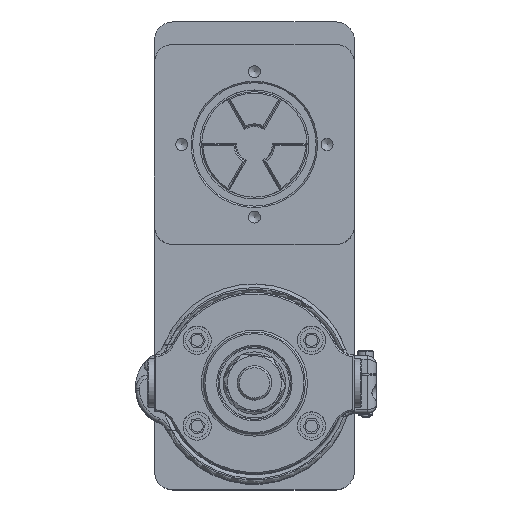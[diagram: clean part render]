
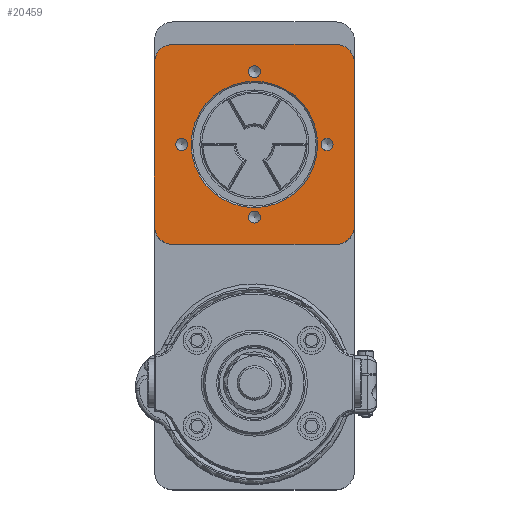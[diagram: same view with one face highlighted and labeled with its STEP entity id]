
A CAD part, top view. The second image highlights one B-rep face of the part: STEP entity #20459.
In plain terms, the highlighted planar face has unit normal (0, 0, 1).
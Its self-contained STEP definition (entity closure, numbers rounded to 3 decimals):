
#254 = CIRCLE ( 'NONE', #15009, 2.1 ) ;
#380 = CARTESIAN_POINT ( 'NONE',  ( 2.1, -25.4, 44.399 ) ) ;
#445 = DIRECTION ( 'NONE',  ( 0., 0., 1. ) ) ;
#466 = VERTEX_POINT ( 'NONE', #24062 ) ;
#877 = AXIS2_PLACEMENT_3D ( 'NONE', #10126, #15646, #19413 ) ;
#920 = CARTESIAN_POINT ( 'NONE',  ( 34.925, -34.925, 44.399 ) ) ;
#1017 = CARTESIAN_POINT ( 'NONE',  ( 34.925, -28.575, 44.399 ) ) ;
#1431 = CIRCLE ( 'NONE', #23811, 2.1 ) ;
#1552 = CARTESIAN_POINT ( 'NONE',  ( 25.4, 0., 44.399 ) ) ;
#1760 = VERTEX_POINT ( 'NONE', #1017 ) ;
#2609 = LINE ( 'NONE', #10217, #8267 ) ;
#2837 = CIRCLE ( 'NONE', #12018, 2.1 ) ;
#2988 = DIRECTION ( 'NONE',  ( 1., 0., 0. ) ) ;
#3135 = VERTEX_POINT ( 'NONE', #12257 ) ;
#3324 = DIRECTION ( 'NONE',  ( 1., 0., 0. ) ) ;
#3780 = CARTESIAN_POINT ( 'NONE',  ( -23.3, 0., 44.399 ) ) ;
#3940 = CARTESIAN_POINT ( 'NONE',  ( 0., 25.4, 44.399 ) ) ;
#4893 = EDGE_LOOP ( 'NONE', ( #16423 ) ) ;
#4965 = LINE ( 'NONE', #5337, #15985 ) ;
#5337 = CARTESIAN_POINT ( 'NONE',  ( -34.925, -34.925, 44.399 ) ) ;
#5604 = CARTESIAN_POINT ( 'NONE',  ( -28.575, 34.925, 44.399 ) ) ;
#5850 = CARTESIAN_POINT ( 'NONE',  ( 28.575, 34.925, 44.399 ) ) ;
#6183 = LINE ( 'NONE', #13805, #16570 ) ;
#6244 = CARTESIAN_POINT ( 'NONE',  ( 0., 0., 44.399 ) ) ;
#6349 = AXIS2_PLACEMENT_3D ( 'NONE', #10151, #12166, #21679 ) ;
#7038 = CARTESIAN_POINT ( 'NONE',  ( -34.925, -28.575, 44.399 ) ) ;
#7254 = VERTEX_POINT ( 'NONE', #5604 ) ;
#7407 = EDGE_CURVE ( 'NONE', #3135, #3135, #2837, .T. ) ;
#7657 = VERTEX_POINT ( 'NONE', #5850 ) ;
#7675 = CIRCLE ( 'NONE', #14470, 6.35 ) ;
#8047 = ORIENTED_EDGE ( 'NONE', *, *, #17865, .T. ) ;
#8267 = VECTOR ( 'NONE', #17864, 1000. ) ;
#8278 = AXIS2_PLACEMENT_3D ( 'NONE', #14298, #445, #11929 ) ;
#8377 = FACE_OUTER_BOUND ( 'NONE', #20872, .T. ) ;
#8462 = VERTEX_POINT ( 'NONE', #10128 ) ;
#8513 = EDGE_CURVE ( 'NONE', #13420, #7657, #7675, .T. ) ;
#9420 = DIRECTION ( 'NONE',  ( 1., 0., 0. ) ) ;
#9552 = ORIENTED_EDGE ( 'NONE', *, *, #19739, .F. ) ;
#9610 = DIRECTION ( 'NONE',  ( 0., 0., 1. ) ) ;
#9743 = DIRECTION ( 'NONE',  ( 0., 0., -1. ) ) ;
#9744 = VERTEX_POINT ( 'NONE', #3780 ) ;
#10126 = CARTESIAN_POINT ( 'NONE',  ( 28.575, -28.575, 44.399 ) ) ;
#10128 = CARTESIAN_POINT ( 'NONE',  ( 28.575, -34.925, 44.399 ) ) ;
#10129 = EDGE_CURVE ( 'NONE', #9744, #9744, #1431, .T. ) ;
#10151 = CARTESIAN_POINT ( 'NONE',  ( 0., 0., 44.399 ) ) ;
#10217 = CARTESIAN_POINT ( 'NONE',  ( -34.925, 34.925, 44.399 ) ) ;
#10608 = CARTESIAN_POINT ( 'NONE',  ( -28.575, -34.925, 44.399 ) ) ;
#10657 = EDGE_CURVE ( 'NONE', #15773, #16046, #21058, .T. ) ;
#11486 = VECTOR ( 'NONE', #20063, 1000. ) ;
#11757 = FACE_BOUND ( 'NONE', #20303, .T. ) ;
#11929 = DIRECTION ( 'NONE',  ( -1., 0., 0. ) ) ;
#12018 = AXIS2_PLACEMENT_3D ( 'NONE', #3940, #14926, #9420 ) ;
#12137 = DIRECTION ( 'NONE',  ( -1., 0., 0. ) ) ;
#12166 = DIRECTION ( 'NONE',  ( 0., 0., -1. ) ) ;
#12193 = ORIENTED_EDGE ( 'NONE', *, *, #22226, .T. ) ;
#12257 = CARTESIAN_POINT ( 'NONE',  ( 2.1, 25.4, 44.399 ) ) ;
#12480 = EDGE_LOOP ( 'NONE', ( #9552 ) ) ;
#12576 = CIRCLE ( 'NONE', #21360, 2.1 ) ;
#12773 = EDGE_CURVE ( 'NONE', #16046, #8462, #4965, .T. ) ;
#12887 = CARTESIAN_POINT ( 'NONE',  ( -25.4, 0., 44.399 ) ) ;
#13420 = VERTEX_POINT ( 'NONE', #17822 ) ;
#13805 = CARTESIAN_POINT ( 'NONE',  ( -34.925, -34.925, 44.399 ) ) ;
#14298 = CARTESIAN_POINT ( 'NONE',  ( -28.575, -28.575, 44.399 ) ) ;
#14467 = EDGE_CURVE ( 'NONE', #8462, #1760, #22454, .T. ) ;
#14470 = AXIS2_PLACEMENT_3D ( 'NONE', #22044, #20170, #23908 ) ;
#14826 = ORIENTED_EDGE ( 'NONE', *, *, #12773, .T. ) ;
#14926 = DIRECTION ( 'NONE',  ( 0., 0., 1. ) ) ;
#15009 = AXIS2_PLACEMENT_3D ( 'NONE', #1552, #16460, #3324 ) ;
#15086 = CARTESIAN_POINT ( 'NONE',  ( 27.5, 0., 44.399 ) ) ;
#15117 = DIRECTION ( 'NONE',  ( 1., 0., 0. ) ) ;
#15501 = FACE_BOUND ( 'NONE', #16647, .T. ) ;
#15646 = DIRECTION ( 'NONE',  ( 0., 0., 1. ) ) ;
#15757 = FACE_BOUND ( 'NONE', #24374, .T. ) ;
#15773 = VERTEX_POINT ( 'NONE', #7038 ) ;
#15866 = CARTESIAN_POINT ( 'NONE',  ( -28.575, 28.575, 44.399 ) ) ;
#15971 = EDGE_CURVE ( 'NONE', #7254, #466, #24515, .T. ) ;
#15985 = VECTOR ( 'NONE', #22478, 1000. ) ;
#15988 = CARTESIAN_POINT ( 'NONE',  ( 0., -25.4, 44.399 ) ) ;
#16046 = VERTEX_POINT ( 'NONE', #10608 ) ;
#16423 = ORIENTED_EDGE ( 'NONE', *, *, #16548, .F. ) ;
#16460 = DIRECTION ( 'NONE',  ( 0., 0., 1. ) ) ;
#16548 = EDGE_CURVE ( 'NONE', #19395, #19395, #12576, .T. ) ;
#16570 = VECTOR ( 'NONE', #19344, 1000. ) ;
#16647 = EDGE_LOOP ( 'NONE', ( #22209 ) ) ;
#16869 = VERTEX_POINT ( 'NONE', #15086 ) ;
#16984 = CARTESIAN_POINT ( 'NONE',  ( -22.098, 0., 44.399 ) ) ;
#17267 = DIRECTION ( 'NONE',  ( -1., 0., 0. ) ) ;
#17535 = CIRCLE ( 'NONE', #6349, 22.098 ) ;
#17641 = AXIS2_PLACEMENT_3D ( 'NONE', #6244, #9743, #12137 ) ;
#17822 = CARTESIAN_POINT ( 'NONE',  ( 34.925, 28.575, 44.399 ) ) ;
#17864 = DIRECTION ( 'NONE',  ( -1., 0., 0. ) ) ;
#17865 = EDGE_CURVE ( 'NONE', #466, #15773, #6183, .T. ) ;
#18179 = ORIENTED_EDGE ( 'NONE', *, *, #10657, .T. ) ;
#18335 = ORIENTED_EDGE ( 'NONE', *, *, #19996, .T. ) ;
#18425 = LINE ( 'NONE', #920, #11486 ) ;
#18738 = VERTEX_POINT ( 'NONE', #16984 ) ;
#18906 = DIRECTION ( 'NONE',  ( 0., 0., 1. ) ) ;
#19344 = DIRECTION ( 'NONE',  ( 0., -1., 0. ) ) ;
#19395 = VERTEX_POINT ( 'NONE', #380 ) ;
#19413 = DIRECTION ( 'NONE',  ( -1., 0., 0. ) ) ;
#19524 = FACE_BOUND ( 'NONE', #12480, .T. ) ;
#19726 = AXIS2_PLACEMENT_3D ( 'NONE', #15866, #9610, #17267 ) ;
#19739 = EDGE_CURVE ( 'NONE', #16869, #16869, #254, .T. ) ;
#19996 = EDGE_CURVE ( 'NONE', #18738, #18738, #17535, .T. ) ;
#20012 = DIRECTION ( 'NONE',  ( 0., 0., 1. ) ) ;
#20063 = DIRECTION ( 'NONE',  ( 0., 1., 0. ) ) ;
#20170 = DIRECTION ( 'NONE',  ( 0., 0., 1. ) ) ;
#20303 = EDGE_LOOP ( 'NONE', ( #20816 ) ) ;
#20336 = ORIENTED_EDGE ( 'NONE', *, *, #14467, .T. ) ;
#20427 = ORIENTED_EDGE ( 'NONE', *, *, #8513, .T. ) ;
#20459 = ADVANCED_FACE ( 'NONE', ( #11757, #19524, #15501, #23402, #15757, #8377 ), #23150, .F. ) ;
#20462 = ORIENTED_EDGE ( 'NONE', *, *, #22739, .T. ) ;
#20816 = ORIENTED_EDGE ( 'NONE', *, *, #10129, .F. ) ;
#20872 = EDGE_LOOP ( 'NONE', ( #8047, #18179, #14826, #20336, #20462, #20427, #12193, #21572 ) ) ;
#21058 = CIRCLE ( 'NONE', #8278, 6.35 ) ;
#21360 = AXIS2_PLACEMENT_3D ( 'NONE', #15988, #20012, #2988 ) ;
#21572 = ORIENTED_EDGE ( 'NONE', *, *, #15971, .T. ) ;
#21679 = DIRECTION ( 'NONE',  ( -1., 0., 0. ) ) ;
#22044 = CARTESIAN_POINT ( 'NONE',  ( 28.575, 28.575, 44.399 ) ) ;
#22209 = ORIENTED_EDGE ( 'NONE', *, *, #7407, .F. ) ;
#22226 = EDGE_CURVE ( 'NONE', #7657, #7254, #2609, .T. ) ;
#22454 = CIRCLE ( 'NONE', #877, 6.35 ) ;
#22478 = DIRECTION ( 'NONE',  ( 1., 0., 0. ) ) ;
#22739 = EDGE_CURVE ( 'NONE', #1760, #13420, #18425, .T. ) ;
#23150 = PLANE ( 'NONE',  #17641 ) ;
#23402 = FACE_BOUND ( 'NONE', #4893, .T. ) ;
#23811 = AXIS2_PLACEMENT_3D ( 'NONE', #12887, #18906, #15117 ) ;
#23908 = DIRECTION ( 'NONE',  ( -1., 0., 0. ) ) ;
#24062 = CARTESIAN_POINT ( 'NONE',  ( -34.925, 28.575, 44.399 ) ) ;
#24374 = EDGE_LOOP ( 'NONE', ( #18335 ) ) ;
#24515 = CIRCLE ( 'NONE', #19726, 6.35 ) ;
